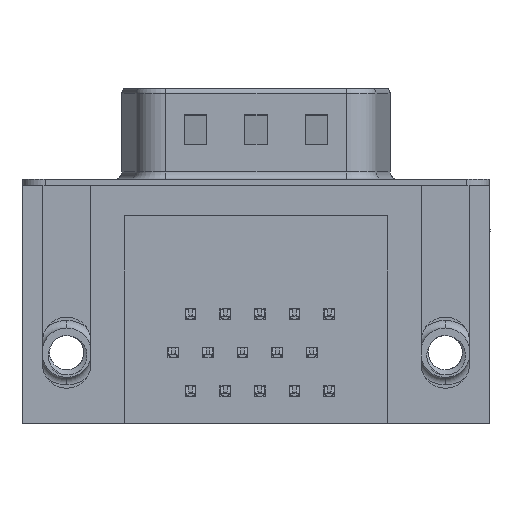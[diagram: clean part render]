
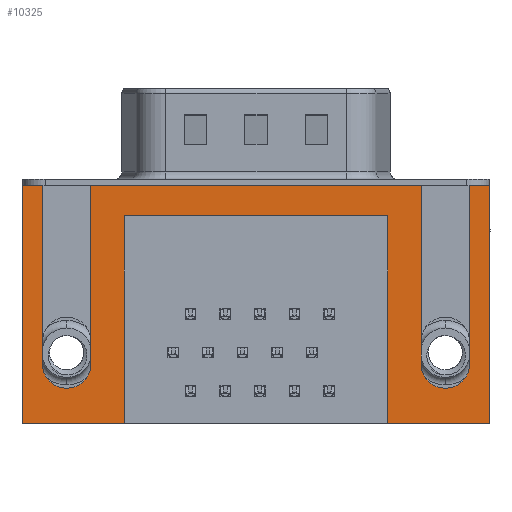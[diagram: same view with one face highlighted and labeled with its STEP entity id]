
A CAD part, front view. The second image highlights one B-rep face of the part: STEP entity #10325.
In plain terms, the highlighted planar face has unit normal (0, -1, 0).
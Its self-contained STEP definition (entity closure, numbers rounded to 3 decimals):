
#45 = CARTESIAN_POINT ( 'NONE',  ( 0., -6.275, -11.78 ) ) ;
#440 = CARTESIAN_POINT ( 'NONE',  ( -2.91, -6.275, 0. ) ) ;
#506 = CARTESIAN_POINT ( 'NONE',  ( 3.79, -6.275, -2. ) ) ;
#761 = CARTESIAN_POINT ( 'NONE',  ( -1.6, -6.275, 0. ) ) ;
#1044 = ORIENTED_EDGE ( 'NONE', *, *, #14601, .F. ) ;
#1334 = CARTESIAN_POINT ( 'NONE',  ( 27.9, -6.275, 0. ) ) ;
#1341 = EDGE_CURVE ( 'NONE', #7173, #4837, #17736, .T. ) ;
#1399 = VERTEX_POINT ( 'NONE', #17452 ) ;
#1580 = EDGE_CURVE ( 'NONE', #1399, #15634, #10526, .T. ) ;
#1906 = DIRECTION ( 'NONE',  ( 0., 0., -1. ) ) ;
#2063 = DIRECTION ( 'NONE',  ( 0., 0., 1. ) ) ;
#2294 = CARTESIAN_POINT ( 'NONE',  ( 23.39, -6.275, 0. ) ) ;
#2410 = DIRECTION ( 'NONE',  ( 0., 0., 1. ) ) ;
#2436 = DIRECTION ( 'NONE',  ( -1., 0., 0. ) ) ;
#2595 = CARTESIAN_POINT ( 'NONE',  ( 27.9, -6.275, -15.7 ) ) ;
#2682 = ORIENTED_EDGE ( 'NONE', *, *, #7973, .T. ) ;
#3207 = EDGE_CURVE ( 'NONE', #21138, #7173, #9887, .T. ) ;
#3907 = VECTOR ( 'NONE', #2063, 1000. ) ;
#3965 = ORIENTED_EDGE ( 'NONE', *, *, #16411, .F. ) ;
#4317 = LINE ( 'NONE', #440, #12351 ) ;
#4383 = VECTOR ( 'NONE', #4433, 1000. ) ;
#4433 = DIRECTION ( 'NONE',  ( -1., 0., 0. ) ) ;
#4611 = LINE ( 'NONE', #16330, #8911 ) ;
#4837 = VERTEX_POINT ( 'NONE', #1334 ) ;
#5317 = CARTESIAN_POINT ( 'NONE',  ( 24.99, -6.275, -13.38 ) ) ;
#5981 = DIRECTION ( 'NONE',  ( 1., 0., 0. ) ) ;
#6381 = EDGE_CURVE ( 'NONE', #7098, #11837, #23072, .T. ) ;
#6720 = CARTESIAN_POINT ( 'NONE',  ( 27.9, -6.275, -2.5 ) ) ;
#6788 = CARTESIAN_POINT ( 'NONE',  ( -2.91, -6.275, -15.7 ) ) ;
#6838 = ORIENTED_EDGE ( 'NONE', *, *, #16887, .F. ) ;
#6946 = ORIENTED_EDGE ( 'NONE', *, *, #17470, .F. ) ;
#7098 = VERTEX_POINT ( 'NONE', #21066 ) ;
#7173 = VERTEX_POINT ( 'NONE', #12520 ) ;
#7298 = CARTESIAN_POINT ( 'NONE',  ( 26.59, -6.275, 0. ) ) ;
#7401 = VERTEX_POINT ( 'NONE', #10579 ) ;
#7534 = CIRCLE ( 'NONE', #16458, 1.6 ) ;
#7663 = CARTESIAN_POINT ( 'NONE',  ( 24.99, -6.275, -11.78 ) ) ;
#7751 = ORIENTED_EDGE ( 'NONE', *, *, #1580, .F. ) ;
#7930 = ORIENTED_EDGE ( 'NONE', *, *, #18660, .F. ) ;
#7973 = EDGE_CURVE ( 'NONE', #9350, #4837, #8718, .T. ) ;
#8030 = CARTESIAN_POINT ( 'NONE',  ( -1.6, -6.275, 0. ) ) ;
#8116 = DIRECTION ( 'NONE',  ( 0., -1., 0. ) ) ;
#8423 = EDGE_CURVE ( 'NONE', #7401, #23192, #19629, .T. ) ;
#8511 = LINE ( 'NONE', #8030, #22635 ) ;
#8588 = VERTEX_POINT ( 'NONE', #20379 ) ;
#8595 = VERTEX_POINT ( 'NONE', #13069 ) ;
#8718 = LINE ( 'NONE', #6720, #11874 ) ;
#8747 = ORIENTED_EDGE ( 'NONE', *, *, #6381, .F. ) ;
#8784 = LINE ( 'NONE', #14932, #3907 ) ;
#8911 = VECTOR ( 'NONE', #23637, 1000. ) ;
#9107 = DIRECTION ( 'NONE',  ( 0., -1., 0. ) ) ;
#9308 = VERTEX_POINT ( 'NONE', #22370 ) ;
#9350 = VERTEX_POINT ( 'NONE', #20672 ) ;
#9388 = EDGE_CURVE ( 'NONE', #11837, #12336, #16427, .T. ) ;
#9487 = DIRECTION ( 'NONE',  ( 0., 0., 1. ) ) ;
#9604 = EDGE_CURVE ( 'NONE', #8588, #1399, #22162, .T. ) ;
#9750 = EDGE_CURVE ( 'NONE', #12336, #7401, #4611, .T. ) ;
#9836 = CARTESIAN_POINT ( 'NONE',  ( -1.6, -6.275, -11.78 ) ) ;
#9887 = LINE ( 'NONE', #7298, #19110 ) ;
#9959 = VECTOR ( 'NONE', #11555, 1000. ) ;
#10282 = ORIENTED_EDGE ( 'NONE', *, *, #1341, .F. ) ;
#10325 = ADVANCED_FACE ( 'NONE', ( #23587 ), #12075, .T. ) ;
#10355 = CARTESIAN_POINT ( 'NONE',  ( -2.91, -6.275, 0. ) ) ;
#10387 = DIRECTION ( 'NONE',  ( 0., 0., -1. ) ) ;
#10526 = LINE ( 'NONE', #2294, #9959 ) ;
#10552 = AXIS2_PLACEMENT_3D ( 'NONE', #15877, #21414, #10387 ) ;
#10579 = CARTESIAN_POINT ( 'NONE',  ( 3.79, -6.275, -15.7 ) ) ;
#10602 = EDGE_LOOP ( 'NONE', ( #17301, #19950, #7930, #7751, #20333, #3965, #6946, #1044, #17787, #6838, #12987, #11744, #12740, #20556, #8747, #15212, #2682, #10282 ) ) ;
#10634 = CIRCLE ( 'NONE', #20782, 1.6 ) ;
#10665 = VECTOR ( 'NONE', #23710, 1000. ) ;
#10926 = VECTOR ( 'NONE', #2436, 1000. ) ;
#10956 = DIRECTION ( 'NONE',  ( 0., 0., 1. ) ) ;
#11555 = DIRECTION ( 'NONE',  ( 0., 0., -1. ) ) ;
#11732 = DIRECTION ( 'NONE',  ( 0., 0., -1. ) ) ;
#11744 = ORIENTED_EDGE ( 'NONE', *, *, #8423, .F. ) ;
#11837 = VERTEX_POINT ( 'NONE', #18308 ) ;
#11874 = VECTOR ( 'NONE', #15880, 1000. ) ;
#11941 = EDGE_CURVE ( 'NONE', #23192, #8595, #8784, .T. ) ;
#12075 = PLANE ( 'NONE',  #10552 ) ;
#12122 = DIRECTION ( 'NONE',  ( 1., 0., 0. ) ) ;
#12309 = AXIS2_PLACEMENT_3D ( 'NONE', #19150, #8116, #20992 ) ;
#12336 = VERTEX_POINT ( 'NONE', #17728 ) ;
#12351 = VECTOR ( 'NONE', #5981, 1000. ) ;
#12520 = CARTESIAN_POINT ( 'NONE',  ( 26.59, -6.275, 0. ) ) ;
#12538 = EDGE_CURVE ( 'NONE', #19200, #21138, #13650, .T. ) ;
#12740 = ORIENTED_EDGE ( 'NONE', *, *, #9750, .F. ) ;
#12828 = VECTOR ( 'NONE', #21774, 1000. ) ;
#12911 = DIRECTION ( 'NONE',  ( 0., -1., 0. ) ) ;
#12955 = VECTOR ( 'NONE', #12122, 1000. ) ;
#12987 = ORIENTED_EDGE ( 'NONE', *, *, #11941, .F. ) ;
#13057 = AXIS2_PLACEMENT_3D ( 'NONE', #20124, #9107, #21974 ) ;
#13069 = CARTESIAN_POINT ( 'NONE',  ( -2.91, -6.275, 0. ) ) ;
#13160 = CARTESIAN_POINT ( 'NONE',  ( -2.91, -6.275, 0. ) ) ;
#13650 = CIRCLE ( 'NONE', #13057, 1.6 ) ;
#13841 = CARTESIAN_POINT ( 'NONE',  ( 1.6, -6.275, -11.78 ) ) ;
#14601 = EDGE_CURVE ( 'NONE', #18258, #9308, #15876, .T. ) ;
#14932 = CARTESIAN_POINT ( 'NONE',  ( -2.91, -6.275, -2.5 ) ) ;
#15212 = ORIENTED_EDGE ( 'NONE', *, *, #15967, .F. ) ;
#15278 = CARTESIAN_POINT ( 'NONE',  ( 21.2, -6.275, -2. ) ) ;
#15587 = LINE ( 'NONE', #20001, #10665 ) ;
#15634 = VERTEX_POINT ( 'NONE', #23848 ) ;
#15659 = CARTESIAN_POINT ( 'NONE',  ( 1.6, -6.275, 0. ) ) ;
#15876 = CIRCLE ( 'NONE', #12309, 1.6 ) ;
#15877 = CARTESIAN_POINT ( 'NONE',  ( -2.91, -6.275, -2.5 ) ) ;
#15880 = DIRECTION ( 'NONE',  ( 0., 0., 1. ) ) ;
#15967 = EDGE_CURVE ( 'NONE', #9350, #7098, #15587, .T. ) ;
#16330 = CARTESIAN_POINT ( 'NONE',  ( 3.79, -6.275, -2. ) ) ;
#16411 = EDGE_CURVE ( 'NONE', #21451, #8588, #22759, .T. ) ;
#16427 = LINE ( 'NONE', #506, #10926 ) ;
#16458 = AXIS2_PLACEMENT_3D ( 'NONE', #45, #12911, #1906 ) ;
#16887 = EDGE_CURVE ( 'NONE', #8595, #18038, #4317, .T. ) ;
#17301 = ORIENTED_EDGE ( 'NONE', *, *, #3207, .F. ) ;
#17452 = CARTESIAN_POINT ( 'NONE',  ( 23.39, -6.275, 0. ) ) ;
#17470 = EDGE_CURVE ( 'NONE', #9308, #21451, #7534, .T. ) ;
#17498 = DIRECTION ( 'NONE',  ( 0., 0., 1. ) ) ;
#17728 = CARTESIAN_POINT ( 'NONE',  ( 3.79, -6.275, -2. ) ) ;
#17736 = LINE ( 'NONE', #13160, #12828 ) ;
#17787 = ORIENTED_EDGE ( 'NONE', *, *, #21965, .F. ) ;
#17861 = VECTOR ( 'NONE', #17498, 1000. ) ;
#18038 = VERTEX_POINT ( 'NONE', #761 ) ;
#18169 = VECTOR ( 'NONE', #2410, 1000. ) ;
#18258 = VERTEX_POINT ( 'NONE', #9836 ) ;
#18308 = CARTESIAN_POINT ( 'NONE',  ( 21.2, -6.275, -2. ) ) ;
#18436 = CARTESIAN_POINT ( 'NONE',  ( 26.59, -6.275, -11.78 ) ) ;
#18660 = EDGE_CURVE ( 'NONE', #15634, #19200, #10634, .T. ) ;
#19110 = VECTOR ( 'NONE', #10956, 1000. ) ;
#19150 = CARTESIAN_POINT ( 'NONE',  ( 0., -6.275, -11.78 ) ) ;
#19200 = VERTEX_POINT ( 'NONE', #5317 ) ;
#19629 = LINE ( 'NONE', #2595, #4383 ) ;
#19950 = ORIENTED_EDGE ( 'NONE', *, *, #12538, .F. ) ;
#20001 = CARTESIAN_POINT ( 'NONE',  ( 27.9, -6.275, -15.7 ) ) ;
#20124 = CARTESIAN_POINT ( 'NONE',  ( 24.99, -6.275, -11.78 ) ) ;
#20333 = ORIENTED_EDGE ( 'NONE', *, *, #9604, .F. ) ;
#20379 = CARTESIAN_POINT ( 'NONE',  ( 1.6, -6.275, 0. ) ) ;
#20511 = DIRECTION ( 'NONE',  ( 0., -1., 0. ) ) ;
#20556 = ORIENTED_EDGE ( 'NONE', *, *, #9388, .F. ) ;
#20672 = CARTESIAN_POINT ( 'NONE',  ( 27.9, -6.275, -15.7 ) ) ;
#20782 = AXIS2_PLACEMENT_3D ( 'NONE', #7663, #20511, #9487 ) ;
#20992 = DIRECTION ( 'NONE',  ( 0., 0., -1. ) ) ;
#21066 = CARTESIAN_POINT ( 'NONE',  ( 21.2, -6.275, -15.7 ) ) ;
#21138 = VERTEX_POINT ( 'NONE', #18436 ) ;
#21414 = DIRECTION ( 'NONE',  ( 0., -1., 0. ) ) ;
#21451 = VERTEX_POINT ( 'NONE', #13841 ) ;
#21774 = DIRECTION ( 'NONE',  ( 1., 0., 0. ) ) ;
#21965 = EDGE_CURVE ( 'NONE', #18038, #18258, #8511, .T. ) ;
#21974 = DIRECTION ( 'NONE',  ( 0., 0., 1. ) ) ;
#22162 = LINE ( 'NONE', #10355, #12955 ) ;
#22370 = CARTESIAN_POINT ( 'NONE',  ( 0., -6.275, -13.38 ) ) ;
#22635 = VECTOR ( 'NONE', #11732, 1000. ) ;
#22759 = LINE ( 'NONE', #15659, #17861 ) ;
#23072 = LINE ( 'NONE', #15278, #18169 ) ;
#23192 = VERTEX_POINT ( 'NONE', #6788 ) ;
#23587 = FACE_OUTER_BOUND ( 'NONE', #10602, .T. ) ;
#23637 = DIRECTION ( 'NONE',  ( 0., 0., -1. ) ) ;
#23710 = DIRECTION ( 'NONE',  ( -1., 0., 0. ) ) ;
#23848 = CARTESIAN_POINT ( 'NONE',  ( 23.39, -6.275, -11.78 ) ) ;
